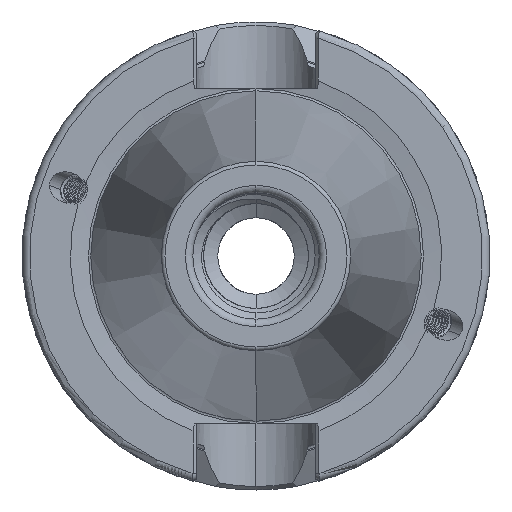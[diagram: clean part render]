
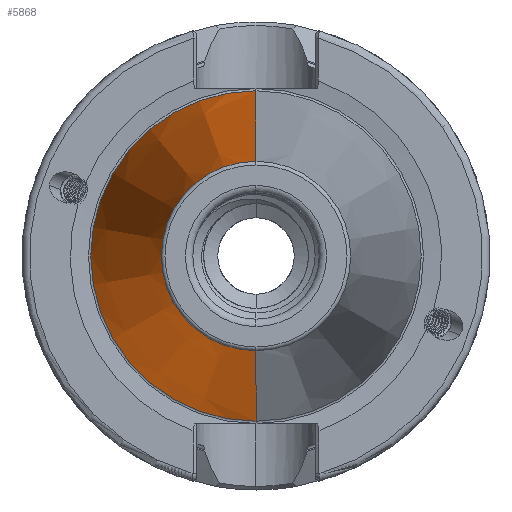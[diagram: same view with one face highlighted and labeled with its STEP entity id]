
A CAD part, left-side view. The second image highlights one B-rep face of the part: STEP entity #5868.
In plain terms, the highlighted conical face has half-angle 8.297 degrees and reference radius 22.24 mm.
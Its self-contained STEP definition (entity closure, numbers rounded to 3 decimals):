
#1576 = VERTEX_POINT ( 'NONE', #12215 ) ;
#1581 = VERTEX_POINT ( 'NONE', #12183 ) ;
#1589 = VERTEX_POINT ( 'NONE', #12219 ) ;
#1598 = VERTEX_POINT ( 'NONE', #12233 ) ;
#2168 = ORIENTED_EDGE ( 'NONE', *, *, #12034, .F. ) ;
#2210 = ORIENTED_EDGE ( 'NONE', *, *, #11849, .F. ) ;
#2218 = ORIENTED_EDGE ( 'NONE', *, *, #12041, .T. ) ;
#2253 = ORIENTED_EDGE ( 'NONE', *, *, #11887, .T. ) ;
#3589 = AXIS2_PLACEMENT_3D ( 'NONE', #10205, #10116, #10144 ) ;
#3639 = AXIS2_PLACEMENT_3D ( 'NONE', #5425, #5434, #5443 ) ;
#3641 = AXIS2_PLACEMENT_3D ( 'NONE', #5549, #5544, #5560 ) ;
#5170 = CONICAL_SURFACE ( 'NONE', #3589, 22.24, 0.145 ) ;
#5200 = FACE_OUTER_BOUND ( 'NONE', #13171, .T. ) ;
#5266 = VECTOR ( 'NONE', #9734, 1000. ) ;
#5277 = LINE ( 'NONE', #9827, #5266 ) ;
#5284 = LINE ( 'NONE', #10583, #5318 ) ;
#5318 = VECTOR ( 'NONE', #10609, 1000. ) ;
#5349 = CIRCLE ( 'NONE', #3639, 22.24 ) ;
#5364 = CIRCLE ( 'NONE', #3641, 12.75 ) ;
#5425 = CARTESIAN_POINT ( 'NONE',  ( -0.9, 0., 0. ) ) ;
#5434 = DIRECTION ( 'NONE',  ( 1., 0., 0. ) ) ;
#5443 = DIRECTION ( 'NONE',  ( 0., 0., -1. ) ) ;
#5544 = DIRECTION ( 'NONE',  ( 1., 0., 0. ) ) ;
#5549 = CARTESIAN_POINT ( 'NONE',  ( -65.972, 0., 0. ) ) ;
#5560 = DIRECTION ( 'NONE',  ( 0., 0., -1. ) ) ;
#5868 = ADVANCED_FACE ( 'NONE', ( #5200 ), #5170, .T. ) ;
#9734 = DIRECTION ( 'NONE',  ( 0.99, 0., -0.144 ) ) ;
#9827 = CARTESIAN_POINT ( 'NONE',  ( -0.9, 0., -22.24 ) ) ;
#10116 = DIRECTION ( 'NONE',  ( 1., 0., 0. ) ) ;
#10144 = DIRECTION ( 'NONE',  ( 0., 0., -1. ) ) ;
#10205 = CARTESIAN_POINT ( 'NONE',  ( -0.9, 0., 0. ) ) ;
#10583 = CARTESIAN_POINT ( 'NONE',  ( -0.9, 0., 22.24 ) ) ;
#10609 = DIRECTION ( 'NONE',  ( 0.99, 0., 0.144 ) ) ;
#11849 = EDGE_CURVE ( 'NONE', #1576, #1589, #5277, .T. ) ;
#11887 = EDGE_CURVE ( 'NONE', #1598, #1581, #5284, .T. ) ;
#12034 = EDGE_CURVE ( 'NONE', #1589, #1581, #5349, .T. ) ;
#12041 = EDGE_CURVE ( 'NONE', #1576, #1598, #5364, .T. ) ;
#12183 = CARTESIAN_POINT ( 'NONE',  ( -0.9, 0., 22.24 ) ) ;
#12215 = CARTESIAN_POINT ( 'NONE',  ( -65.972, 0., -12.75 ) ) ;
#12219 = CARTESIAN_POINT ( 'NONE',  ( -0.9, 0., -22.24 ) ) ;
#12233 = CARTESIAN_POINT ( 'NONE',  ( -65.972, 0., 12.75 ) ) ;
#13171 = EDGE_LOOP ( 'NONE', ( #2218, #2253, #2168, #2210 ) ) ;
